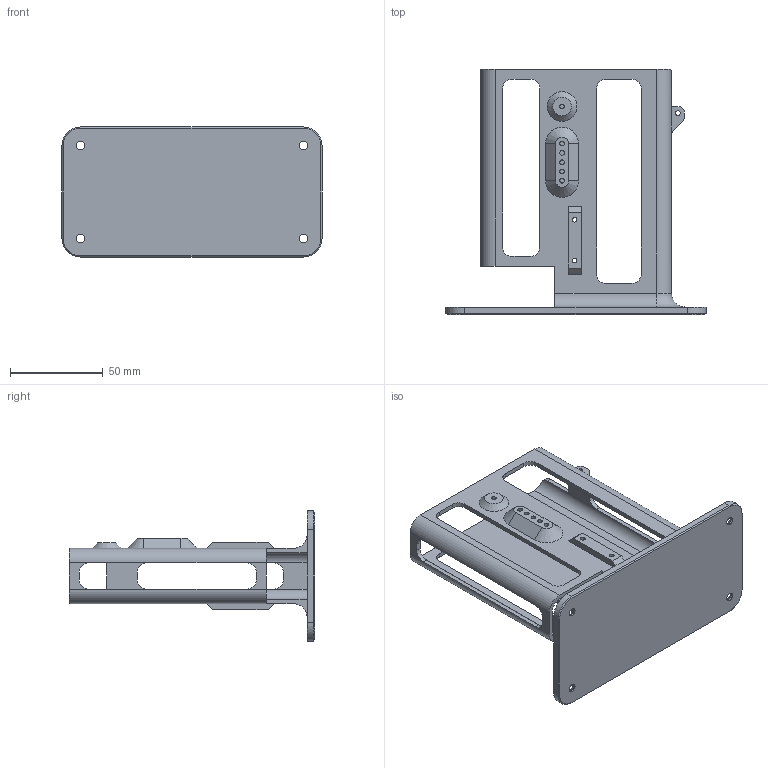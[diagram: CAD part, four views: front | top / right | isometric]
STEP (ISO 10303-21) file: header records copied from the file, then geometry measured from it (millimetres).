
FILE_DESCRIPTION(/* description */ (''),/* implementation_level */ '2;1');
FILE_NAME(/* name */ 'Main Body.step',/* time_stamp */ '2022-04-10T14:24:45+02:00',/* author */ (''),/* organization */ (''),/* preprocessor_version */ 'ST-DEVELOPER v18.1',/* originating_system */ 'Autodesk Translation Framework v10.14.0.1471',/* authorisation */ '');
FILE_SCHEMA (('AUTOMOTIVE_DESIGN { 1 0 10303 214 3 1 1 }'));
Length unit declared in the file: millimetre
Products named in the file (1): Main Body
Bounding box: 140 x 132 x 70 mm (x, y, z)
Volume: 86309.2 mm3; surface area: 60648.8 mm2
Topology: 1 solids, 1 shells, 143 faces, 388 edges, 246 vertices
Faces by surface type: plane 71, cylinder 59, cone 11, torus 2
Full cylindrical faces by diameter (mm): 2.5 x11, 4.5 x4
Entity records: 4656 total; most frequent: CARTESIAN_POINT 826, DIRECTION 802, ORIENTED_EDGE 776, EDGE_CURVE 388, AXIS2_PLACEMENT_3D 274, LINE 254, VECTOR 254, VERTEX_POINT 246
